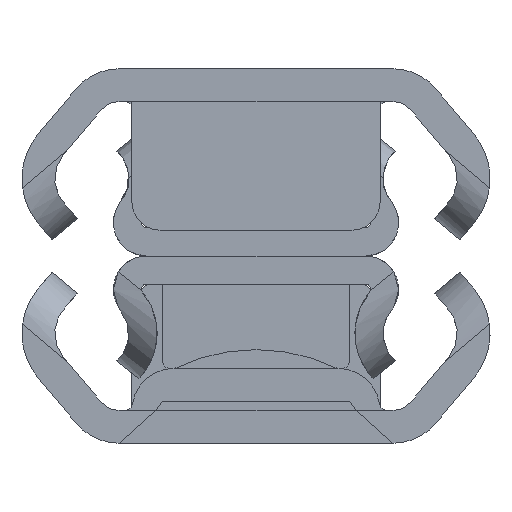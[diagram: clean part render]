
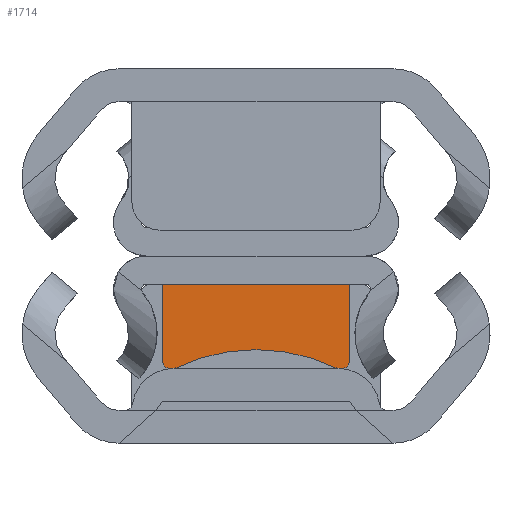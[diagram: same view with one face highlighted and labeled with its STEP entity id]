
A CAD part, left-side view. The second image highlights one B-rep face of the part: STEP entity #1714.
In plain terms, the highlighted face is planar.
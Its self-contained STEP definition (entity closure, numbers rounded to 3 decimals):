
#88 = CARTESIAN_POINT ( 'NONE',  ( -4.8, -4., -545.8 ) ) ;
#130 = CARTESIAN_POINT ( 'NONE',  ( -4.8, -3.7, -545.8 ) ) ;
#344 = EDGE_CURVE ( 'NONE', #703, #465, #1678, .T. ) ;
#454 = DIRECTION ( 'NONE',  ( 0., 0., 1. ) ) ;
#465 = VERTEX_POINT ( 'NONE', #851 ) ;
#470 = DIRECTION ( 'NONE',  ( -1., 0., 0. ) ) ;
#514 = CARTESIAN_POINT ( 'NONE',  ( -4.8, -3.464, -545.8 ) ) ;
#544 = CARTESIAN_POINT ( 'NONE',  ( -1.2, 4., -545.8 ) ) ;
#566 = EDGE_CURVE ( 'NONE', #1882, #465, #2886, .T. ) ;
#590 = VECTOR ( 'NONE', #2248, 1000. ) ;
#623 = CARTESIAN_POINT ( 'NONE',  ( -1.2, 4., -545.8 ) ) ;
#674 = VECTOR ( 'NONE', #1396, 1000. ) ;
#703 = VERTEX_POINT ( 'NONE', #1688 ) ;
#735 = DIRECTION ( 'NONE',  ( 0., -1., 0. ) ) ;
#796 = AXIS2_PLACEMENT_3D ( 'NONE', #3864, #1644, #2946 ) ;
#851 = CARTESIAN_POINT ( 'NONE',  ( -4.8, 3.7, -545.8 ) ) ;
#941 = CARTESIAN_POINT ( 'NONE',  ( -4.5, -4., -545.8 ) ) ;
#943 = VECTOR ( 'NONE', #1886, 1000. ) ;
#985 = ORIENTED_EDGE ( 'NONE', *, *, #1035, .T. ) ;
#1012 = VECTOR ( 'NONE', #735, 1000. ) ;
#1035 = EDGE_CURVE ( 'NONE', #1726, #3873, #2983, .T. ) ;
#1213 = EDGE_CURVE ( 'NONE', #703, #3503, #3215, .T. ) ;
#1248 = CARTESIAN_POINT ( 'NONE',  ( -4.5, 3.7, -545.8 ) ) ;
#1396 = DIRECTION ( 'NONE',  ( -1., 0., 0. ) ) ;
#1397 = ORIENTED_EDGE ( 'NONE', *, *, #3120, .F. ) ;
#1435 = VERTEX_POINT ( 'NONE', #4195 ) ;
#1477 = EDGE_CURVE ( 'NONE', #3503, #1435, #3281, .T. ) ;
#1582 = EDGE_LOOP ( 'NONE', ( #1397, #985, #3980, #4188, #3264, #3295, #3213, #3359 ) ) ;
#1644 = DIRECTION ( 'NONE',  ( 0., 0., 1. ) ) ;
#1678 = CIRCLE ( 'NONE', #4065, 0.3 ) ;
#1688 = CARTESIAN_POINT ( 'NONE',  ( -4.5, 4., -545.8 ) ) ;
#1694 = CIRCLE ( 'NONE', #3948, 7.9 ) ;
#1714 = ADVANCED_FACE ( 'NONE', ( #2761 ), #1824, .T. ) ;
#1726 = VERTEX_POINT ( 'NONE', #130 ) ;
#1761 = DIRECTION ( 'NONE',  ( 1., 0., 0. ) ) ;
#1824 = PLANE ( 'NONE',  #2442 ) ;
#1882 = VERTEX_POINT ( 'NONE', #1914 ) ;
#1886 = DIRECTION ( 'NONE',  ( 1., 0., 0. ) ) ;
#1914 = CARTESIAN_POINT ( 'NONE',  ( -4.8, 3.464, -545.8 ) ) ;
#1997 = LINE ( 'NONE', #2893, #2029 ) ;
#2029 = VECTOR ( 'NONE', #2253, 1000. ) ;
#2248 = DIRECTION ( 'NONE',  ( 0., 1., 0. ) ) ;
#2253 = DIRECTION ( 'NONE',  ( 0., 1., 0. ) ) ;
#2277 = VERTEX_POINT ( 'NONE', #514 ) ;
#2442 = AXIS2_PLACEMENT_3D ( 'NONE', #3407, #454, #1761 ) ;
#2687 = DIRECTION ( 'NONE',  ( 0., 0., -1. ) ) ;
#2761 = FACE_OUTER_BOUND ( 'NONE', #1582, .T. ) ;
#2886 = LINE ( 'NONE', #3210, #590 ) ;
#2893 = CARTESIAN_POINT ( 'NONE',  ( -4.8, 0., -545.8 ) ) ;
#2946 = DIRECTION ( 'NONE',  ( 1., 0., 0. ) ) ;
#2983 = CIRCLE ( 'NONE', #796, 0.3 ) ;
#2985 = LINE ( 'NONE', #88, #674 ) ;
#3120 = EDGE_CURVE ( 'NONE', #1726, #2277, #1997, .T. ) ;
#3189 = DIRECTION ( 'NONE',  ( 0., 0., 1. ) ) ;
#3210 = CARTESIAN_POINT ( 'NONE',  ( -4.8, 0., -545.8 ) ) ;
#3213 = ORIENTED_EDGE ( 'NONE', *, *, #566, .F. ) ;
#3215 = LINE ( 'NONE', #544, #943 ) ;
#3232 = DIRECTION ( 'NONE',  ( 1., 0., 0. ) ) ;
#3264 = ORIENTED_EDGE ( 'NONE', *, *, #1213, .F. ) ;
#3281 = LINE ( 'NONE', #3905, #1012 ) ;
#3295 = ORIENTED_EDGE ( 'NONE', *, *, #344, .T. ) ;
#3359 = ORIENTED_EDGE ( 'NONE', *, *, #3602, .T. ) ;
#3407 = CARTESIAN_POINT ( 'NONE',  ( 0., 0., -545.8 ) ) ;
#3503 = VERTEX_POINT ( 'NONE', #623 ) ;
#3602 = EDGE_CURVE ( 'NONE', #1882, #2277, #1694, .T. ) ;
#3864 = CARTESIAN_POINT ( 'NONE',  ( -4.5, -3.7, -545.8 ) ) ;
#3873 = VERTEX_POINT ( 'NONE', #941 ) ;
#3905 = CARTESIAN_POINT ( 'NONE',  ( -1.2, 0., -545.8 ) ) ;
#3948 = AXIS2_PLACEMENT_3D ( 'NONE', #3960, #2687, #470 ) ;
#3960 = CARTESIAN_POINT ( 'NONE',  ( -11.9, 0., -545.8 ) ) ;
#3980 = ORIENTED_EDGE ( 'NONE', *, *, #4124, .F. ) ;
#4065 = AXIS2_PLACEMENT_3D ( 'NONE', #1248, #3189, #3232 ) ;
#4124 = EDGE_CURVE ( 'NONE', #1435, #3873, #2985, .T. ) ;
#4188 = ORIENTED_EDGE ( 'NONE', *, *, #1477, .F. ) ;
#4195 = CARTESIAN_POINT ( 'NONE',  ( -1.2, -4., -545.8 ) ) ;
